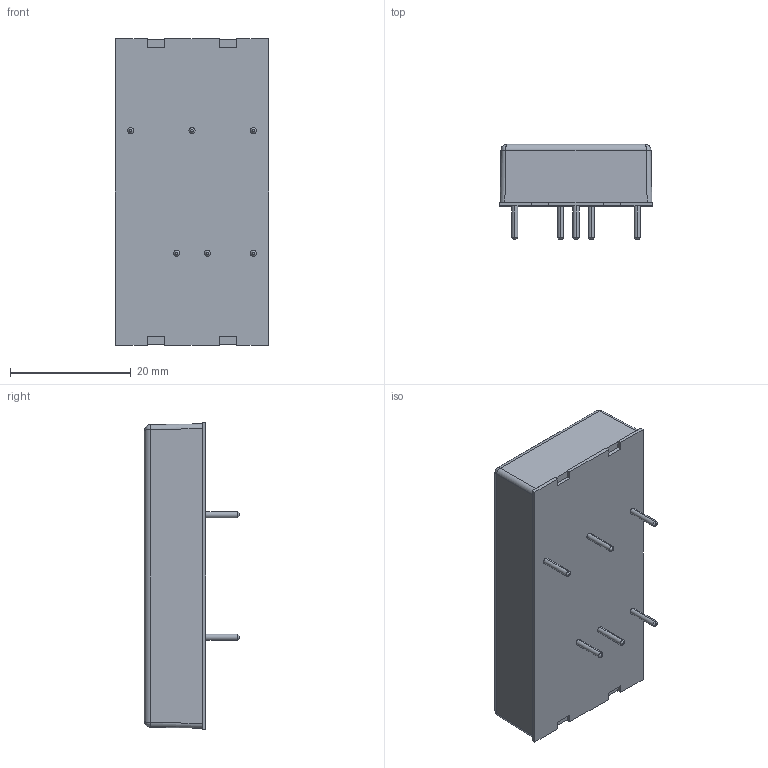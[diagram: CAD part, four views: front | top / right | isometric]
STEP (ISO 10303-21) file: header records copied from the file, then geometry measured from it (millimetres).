
FILE_DESCRIPTION(('FreeCAD Model'),'2;1');
FILE_NAME('RP10-E_3D_20190725.step','2019-07-25T12:27:04',('Author'),(''), 'Open CASCADE STEP processor 7.3','FreeCAD','Unknown');
FILE_SCHEMA(('AUTOMOTIVE_DESIGN { 1 0 10303 214 1 1 1 1 }'));
Length unit declared in the file: millimetre
Products named in the file (1): RP10-E
Bounding box: 25.4 x 15.8 x 50.8 mm (x, y, z)
Volume: 12850.4 mm3; surface area: 4123.7 mm2
Topology: 1 solids, 1 shells, 76 faces, 176 edges, 104 vertices
Faces by surface type: plane 40, cylinder 20, cone 12, bspline 4
Entity records: 2774 total; most frequent: CARTESIAN_POINT 553, DIRECTION 346, ORIENTED_EDGE 344, EDGE_CURVE 172, LINE 120, VECTOR 120, AXIS2_PLACEMENT_3D 113, VERTEX_POINT 104
